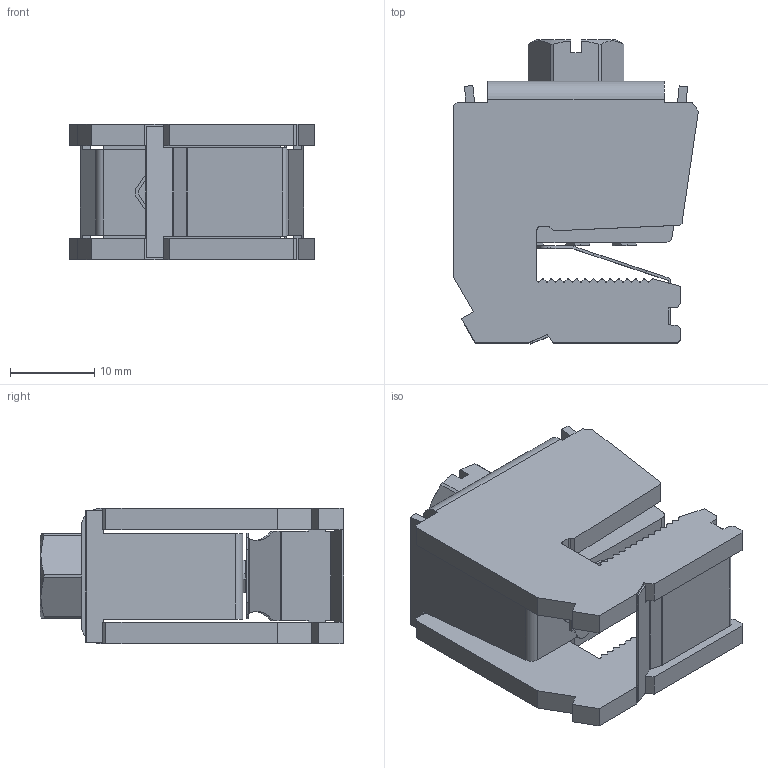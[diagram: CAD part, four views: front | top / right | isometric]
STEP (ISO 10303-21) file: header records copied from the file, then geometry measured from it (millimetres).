
FILE_DESCRIPTION (( 'STEP AP203' ), '1' );
FILE_NAME ('SK35 F5 ,35 mm2 Bakýr Bara Klemensi.STEP', '2019-02-21T07:30:44', ( '' ), ( '' ), 'SwSTEP 2.0', 'SolidWorks 2011', '' );
FILE_SCHEMA (( 'CONFIG_CONTROL_DESIGN' ));
Length unit declared in the file: millimetre
Products named in the file (1): SK35 F5 ,35 mm2 Bakýr Bara Klemensi
Bounding box: 29 x 36.01 x 16 mm (x, y, z)
Volume: 8721.5 mm3; surface area: 6879.7 mm2
Topology: 1 solids, 1 shells, 349 faces, 1045 edges, 694 vertices
Faces by surface type: plane 236, cylinder 97, bspline 14, cone 2
Entity records: 11954 total; most frequent: CARTESIAN_POINT 2421, ORIENTED_EDGE 2090, DIRECTION 1847, EDGE_CURVE 1045, VECTOR 799, LINE 799, VERTEX_POINT 694, AXIS2_PLACEMENT_3D 524
